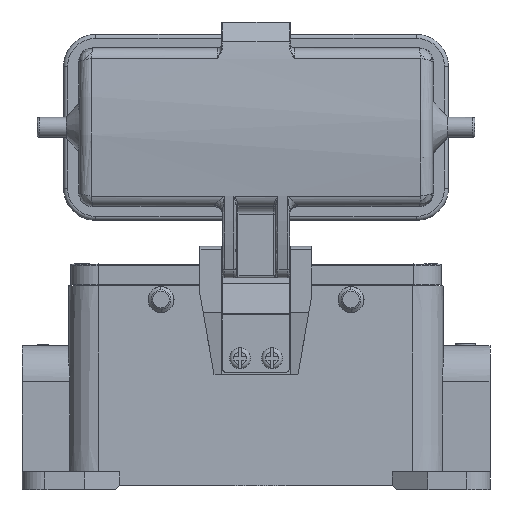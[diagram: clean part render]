
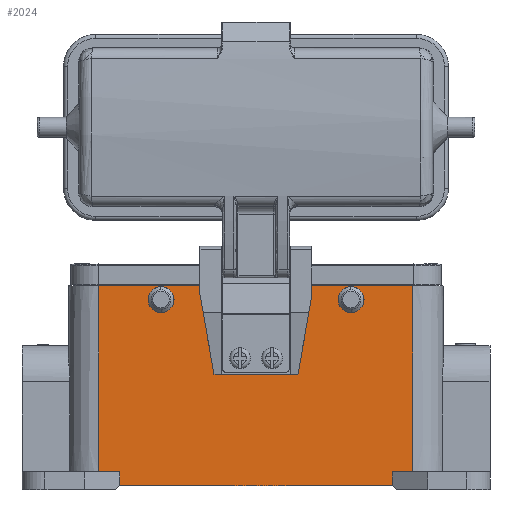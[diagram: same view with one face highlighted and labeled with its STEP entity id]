
A CAD part, front view. The second image highlights one B-rep face of the part: STEP entity #2024.
In plain terms, the highlighted planar face has unit normal (0, -1, 0.009).
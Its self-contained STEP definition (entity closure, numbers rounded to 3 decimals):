
#47=ELLIPSE('',#21753,1.5,1.5);
#48=ELLIPSE('',#21754,1.5,1.5);
#474=FACE_BOUND('',#4800,.T.);
#475=FACE_BOUND('',#4801,.T.);
#476=FACE_BOUND('',#4802,.T.);
#477=FACE_BOUND('',#4803,.T.);
#478=FACE_BOUND('',#4804,.T.);
#954=PLANE('',#21755);
#2024=ADVANCED_FACE('',(#474,#475,#476,#477,#478),#954,.T.);
#4800=EDGE_LOOP('',(#13761));
#4801=EDGE_LOOP('',(#13762));
#4802=EDGE_LOOP('',(#13763));
#4803=EDGE_LOOP('',(#13764));
#4804=EDGE_LOOP('',(#13765,#13766,#13767,#13768,#13769,#13770,#13771,#13772,
#13773,#13774,#13775,#13776));
#5658=CIRCLE('',#21751,1.5);
#5659=CIRCLE('',#21752,1.5);
#6789=LINE('',#44679,#8238);
#6790=LINE('',#44681,#8239);
#6802=LINE('',#44724,#8251);
#6807=LINE('',#44745,#8256);
#6814=LINE('',#44780,#8263);
#6843=LINE('',#44855,#8292);
#6846=LINE('',#44869,#8295);
#6853=LINE('',#44885,#8302);
#6987=LINE('',#45397,#8436);
#7000=LINE('',#45431,#8449);
#7002=LINE('',#45435,#8451);
#7003=LINE('',#45445,#8452);
#8238=VECTOR('',#26113,1.);
#8239=VECTOR('',#26116,1.);
#8251=VECTOR('',#26140,1.);
#8256=VECTOR('',#26151,1.);
#8263=VECTOR('',#26170,1.);
#8292=VECTOR('',#26243,1.);
#8295=VECTOR('',#26260,1.);
#8302=VECTOR('',#26271,1.);
#8436=VECTOR('',#26555,1.);
#8449=VECTOR('',#26590,1.);
#8451=VECTOR('',#26594,1.);
#8452=VECTOR('',#26605,1.);
#13761=ORIENTED_EDGE('',*,*,#19008,.F.);
#13762=ORIENTED_EDGE('',*,*,#19009,.F.);
#13763=ORIENTED_EDGE('',*,*,#19010,.T.);
#13764=ORIENTED_EDGE('',*,*,#19011,.T.);
#13765=ORIENTED_EDGE('',*,*,#19005,.T.);
#13766=ORIENTED_EDGE('',*,*,#18988,.T.);
#13767=ORIENTED_EDGE('',*,*,#18806,.F.);
#13768=ORIENTED_EDGE('',*,*,#18798,.T.);
#13769=ORIENTED_EDGE('',*,*,#18791,.F.);
#13770=ORIENTED_EDGE('',*,*,#19012,.T.);
#13771=ORIENTED_EDGE('',*,*,#18753,.F.);
#13772=ORIENTED_EDGE('',*,*,#18741,.T.);
#13773=ORIENTED_EDGE('',*,*,#18733,.T.);
#13774=ORIENTED_EDGE('',*,*,#18717,.T.);
#13775=ORIENTED_EDGE('',*,*,#18716,.F.);
#13776=ORIENTED_EDGE('',*,*,#19007,.F.);
#15969=VERTEX_POINT('',#44676);
#15970=VERTEX_POINT('',#44678);
#15971=VERTEX_POINT('',#44682);
#15984=VERTEX_POINT('',#44725);
#15989=VERTEX_POINT('',#44746);
#15999=VERTEX_POINT('',#44781);
#16020=VERTEX_POINT('',#44850);
#16022=VERTEX_POINT('',#44854);
#16027=VERTEX_POINT('',#44870);
#16034=VERTEX_POINT('',#44886);
#16154=VERTEX_POINT('',#45398);
#16164=VERTEX_POINT('',#45432);
#16165=VERTEX_POINT('',#45438);
#16166=VERTEX_POINT('',#45440);
#16167=VERTEX_POINT('',#45442);
#16168=VERTEX_POINT('',#45444);
#18716=EDGE_CURVE('',#15970,#15969,#6789,.T.);
#18717=EDGE_CURVE('',#15971,#15969,#6790,.T.);
#18733=EDGE_CURVE('',#15984,#15971,#6802,.T.);
#18741=EDGE_CURVE('',#15989,#15984,#6807,.T.);
#18753=EDGE_CURVE('',#15989,#15999,#6814,.T.);
#18791=EDGE_CURVE('',#16022,#16020,#6843,.T.);
#18798=EDGE_CURVE('',#16027,#16020,#6846,.T.);
#18806=EDGE_CURVE('',#16027,#16034,#6853,.T.);
#18988=EDGE_CURVE('',#16154,#16034,#6987,.T.);
#19005=EDGE_CURVE('',#16164,#16154,#7000,.T.);
#19007=EDGE_CURVE('',#16164,#15970,#7002,.T.);
#19008=EDGE_CURVE('',#16165,#16165,#5658,.T.);
#19009=EDGE_CURVE('',#16166,#16166,#5659,.T.);
#19010=EDGE_CURVE('',#16167,#16167,#47,.T.);
#19011=EDGE_CURVE('',#16168,#16168,#48,.T.);
#19012=EDGE_CURVE('',#16022,#15999,#7003,.T.);
#21751=AXIS2_PLACEMENT_3D('',#45437,#26597,#26598);
#21752=AXIS2_PLACEMENT_3D('',#45439,#26599,#26600);
#21753=AXIS2_PLACEMENT_3D('',#45441,#26601,#26602);
#21754=AXIS2_PLACEMENT_3D('',#45443,#26603,#26604);
#21755=AXIS2_PLACEMENT_3D('',#45446,#26606,#26607);
#26113=DIRECTION('',(1.,0.,0.));
#26116=DIRECTION('',(0.,-0.009,-1.));
#26140=DIRECTION('',(-1.,0.,0.));
#26151=DIRECTION('',(0.,0.009,1.));
#26170=DIRECTION('',(-1.,0.,0.));
#26243=DIRECTION('',(-1.,0.,0.));
#26260=DIRECTION('',(0.,-0.009,-1.));
#26271=DIRECTION('',(-1.,0.,0.));
#26555=DIRECTION('',(0.,-0.009,-1.));
#26590=DIRECTION('',(-1.,0.,0.));
#26594=DIRECTION('',(0.,-0.009,-1.));
#26597=DIRECTION('',(0.,-1.,0.009));
#26598=DIRECTION('',(1.,0.,0.));
#26599=DIRECTION('',(0.,-1.,0.009));
#26600=DIRECTION('',(1.,0.,0.));
#26601=DIRECTION('',(0.,1.,-0.009));
#26602=DIRECTION('',(0.,0.009,1.));
#26603=DIRECTION('',(0.,1.,-0.009));
#26604=DIRECTION('',(0.,0.009,1.));
#26605=DIRECTION('',(0.,0.009,1.));
#26606=DIRECTION('',(0.,-1.,0.009));
#26607=DIRECTION('',(-1.,0.,0.));
#44676=CARTESIAN_POINT('',(1.6,-21.526,21.5));
#44678=CARTESIAN_POINT('',(-1.6,-21.526,21.5));
#44679=CARTESIAN_POINT('',(-1.6,-21.526,21.5));
#44681=CARTESIAN_POINT('',(1.6,-21.5,24.5));
#44682=CARTESIAN_POINT('',(1.6,-21.5,24.5));
#44724=CARTESIAN_POINT('',(39.25,-21.5,24.5));
#44725=CARTESIAN_POINT('',(39.25,-21.5,24.5));
#44745=CARTESIAN_POINT('',(39.25,-21.906,-22.));
#44746=CARTESIAN_POINT('',(39.25,-21.906,-22.));
#44780=CARTESIAN_POINT('',(39.25,-21.906,-22.));
#44781=CARTESIAN_POINT('',(34.,-21.906,-22.));
#44850=CARTESIAN_POINT('',(-34.,-21.936,-25.5));
#44854=CARTESIAN_POINT('',(34.,-21.936,-25.5));
#44855=CARTESIAN_POINT('',(34.,-21.936,-25.5));
#44869=CARTESIAN_POINT('',(-34.,-21.906,-22.));
#44870=CARTESIAN_POINT('',(-34.,-21.906,-22.));
#44885=CARTESIAN_POINT('',(-34.,-21.906,-22.));
#44886=CARTESIAN_POINT('',(-39.25,-21.906,-22.));
#45397=CARTESIAN_POINT('',(-39.25,-21.5,24.5));
#45398=CARTESIAN_POINT('',(-39.25,-21.5,24.5));
#45431=CARTESIAN_POINT('',(-1.6,-21.5,24.5));
#45432=CARTESIAN_POINT('',(-1.6,-21.5,24.5));
#45435=CARTESIAN_POINT('',(-1.6,-21.5,24.5));
#45437=CARTESIAN_POINT('',(4.,-21.66,6.212));
#45438=CARTESIAN_POINT('',(5.5,-21.66,6.212));
#45439=CARTESIAN_POINT('',(-4.,-21.66,6.212));
#45440=CARTESIAN_POINT('',(-2.5,-21.66,6.212));
#45441=CARTESIAN_POINT('',(23.75,-21.531,21.));
#45442=CARTESIAN_POINT('',(23.75,-21.517,22.5));
#45443=CARTESIAN_POINT('',(-23.75,-21.531,21.));
#45444=CARTESIAN_POINT('',(-23.75,-21.517,22.5));
#45445=CARTESIAN_POINT('',(34.,-21.936,-25.5));
#45446=CARTESIAN_POINT('',(-41.628,-21.5,24.5));
